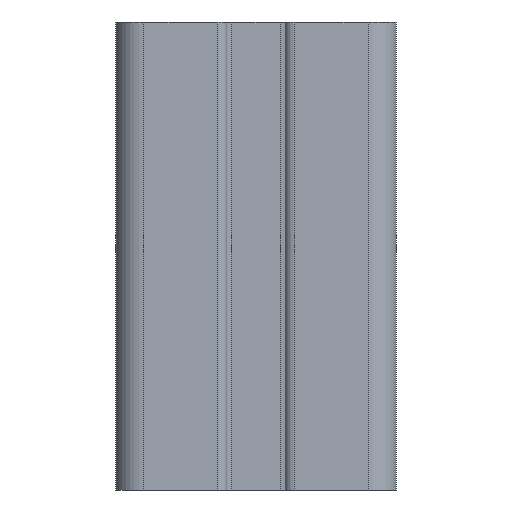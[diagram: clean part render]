
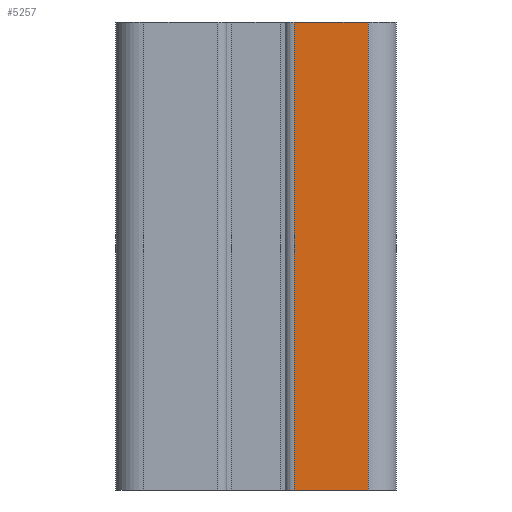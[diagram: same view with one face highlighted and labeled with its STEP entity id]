
A CAD part, left-side view. The second image highlights one B-rep face of the part: STEP entity #5257.
In plain terms, the highlighted planar face has unit normal (-1, 0, 0).
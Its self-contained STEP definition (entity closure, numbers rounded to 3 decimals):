
#6 = CARTESIAN_POINT ( 'NONE',  ( -15., -12., 25. ) ) ;
#179 = VERTEX_POINT ( 'NONE', #2069 ) ;
#189 = VECTOR ( 'NONE', #3079, 1000. ) ;
#563 = LINE ( 'NONE', #3547, #1437 ) ;
#655 = CARTESIAN_POINT ( 'NONE',  ( -15., -4.1, 25. ) ) ;
#707 = VECTOR ( 'NONE', #4398, 1000. ) ;
#949 = CARTESIAN_POINT ( 'NONE',  ( -15., -4.1, 25. ) ) ;
#1040 = VECTOR ( 'NONE', #3669, 1000. ) ;
#1143 = DIRECTION ( 'NONE',  ( 0., 1., 0. ) ) ;
#1437 = VECTOR ( 'NONE', #4788, 1000. ) ;
#1572 = CARTESIAN_POINT ( 'NONE',  ( -15., -4.1, 25. ) ) ;
#1620 = ORIENTED_EDGE ( 'NONE', *, *, #3046, .F. ) ;
#1897 = PLANE ( 'NONE',  #2134 ) ;
#1960 = CARTESIAN_POINT ( 'NONE',  ( -15., -12., 25. ) ) ;
#2069 = CARTESIAN_POINT ( 'NONE',  ( -15., -4.1, -25. ) ) ;
#2134 = AXIS2_PLACEMENT_3D ( 'NONE', #1572, #3223, #1143 ) ;
#2216 = ORIENTED_EDGE ( 'NONE', *, *, #2728, .T. ) ;
#2692 = LINE ( 'NONE', #655, #189 ) ;
#2728 = EDGE_CURVE ( 'NONE', #4739, #179, #2692, .T. ) ;
#2895 = ORIENTED_EDGE ( 'NONE', *, *, #5252, .F. ) ;
#2940 = EDGE_CURVE ( 'NONE', #179, #5296, #5206, .T. ) ;
#3046 = EDGE_CURVE ( 'NONE', #3747, #5296, #4884, .T. ) ;
#3057 = EDGE_LOOP ( 'NONE', ( #3819, #1620, #2895, #2216 ) ) ;
#3079 = DIRECTION ( 'NONE',  ( 0., 0., -1. ) ) ;
#3223 = DIRECTION ( 'NONE',  ( 1., 0., 0. ) ) ;
#3547 = CARTESIAN_POINT ( 'NONE',  ( -15., -4.1, 25. ) ) ;
#3669 = DIRECTION ( 'NONE',  ( 0., 0., -1. ) ) ;
#3747 = VERTEX_POINT ( 'NONE', #6 ) ;
#3819 = ORIENTED_EDGE ( 'NONE', *, *, #2940, .T. ) ;
#3909 = CARTESIAN_POINT ( 'NONE',  ( -15., -4.1, -25. ) ) ;
#4398 = DIRECTION ( 'NONE',  ( 0., -1., 0. ) ) ;
#4436 = CARTESIAN_POINT ( 'NONE',  ( -15., -12., -25. ) ) ;
#4739 = VERTEX_POINT ( 'NONE', #949 ) ;
#4788 = DIRECTION ( 'NONE',  ( 0., -1., 0. ) ) ;
#4884 = LINE ( 'NONE', #1960, #1040 ) ;
#5206 = LINE ( 'NONE', #3909, #707 ) ;
#5252 = EDGE_CURVE ( 'NONE', #4739, #3747, #563, .T. ) ;
#5257 = ADVANCED_FACE ( 'NONE', ( #5278 ), #1897, .F. ) ;
#5278 = FACE_OUTER_BOUND ( 'NONE', #3057, .T. ) ;
#5296 = VERTEX_POINT ( 'NONE', #4436 ) ;
